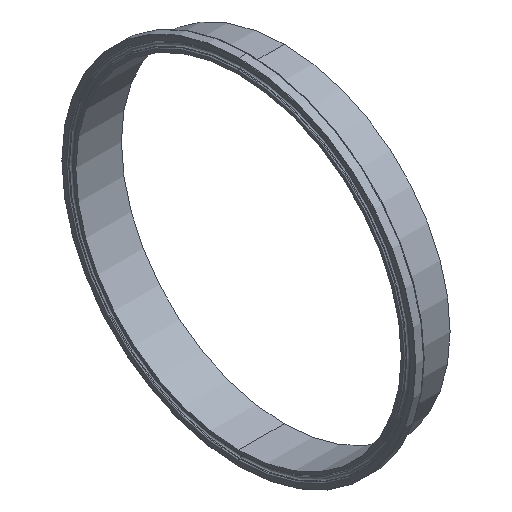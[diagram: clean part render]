
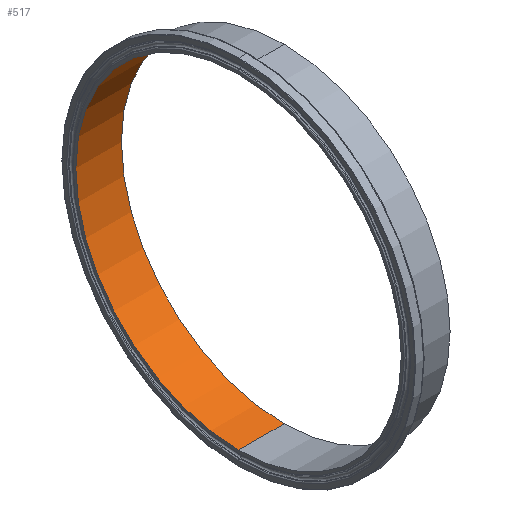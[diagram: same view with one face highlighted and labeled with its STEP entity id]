
A CAD part, isometric view. The second image highlights one B-rep face of the part: STEP entity #517.
In plain terms, the highlighted cylindrical face has radius 100 mm (diameter 200 mm), a partial arc.
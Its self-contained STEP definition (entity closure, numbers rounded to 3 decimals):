
#13 = VECTOR ( 'NONE', #447, 1000. ) ;
#26 = EDGE_CURVE ( 'NONE', #310, #99, #491, .T. ) ;
#46 = CYLINDRICAL_SURFACE ( 'NONE', #428, 100. ) ;
#76 = EDGE_LOOP ( 'NONE', ( #154, #213, #664, #324 ) ) ;
#86 = DIRECTION ( 'NONE',  ( -1., 0., 0. ) ) ;
#99 = VERTEX_POINT ( 'NONE', #199 ) ;
#132 = VECTOR ( 'NONE', #755, 1000. ) ;
#154 = ORIENTED_EDGE ( 'NONE', *, *, #738, .F. ) ;
#160 = AXIS2_PLACEMENT_3D ( 'NONE', #241, #583, #169 ) ;
#163 = VERTEX_POINT ( 'NONE', #651 ) ;
#169 = DIRECTION ( 'NONE',  ( 0., 0., 1. ) ) ;
#199 = CARTESIAN_POINT ( 'NONE',  ( 0., 0., 100. ) ) ;
#213 = ORIENTED_EDGE ( 'NONE', *, *, #408, .F. ) ;
#235 = FACE_OUTER_BOUND ( 'NONE', #76, .T. ) ;
#241 = CARTESIAN_POINT ( 'NONE',  ( 0., 0., 0. ) ) ;
#288 = DIRECTION ( 'NONE',  ( 0., 0., 1. ) ) ;
#293 = VERTEX_POINT ( 'NONE', #749 ) ;
#296 = EDGE_CURVE ( 'NONE', #99, #163, #731, .T. ) ;
#300 = LINE ( 'NONE', #699, #132 ) ;
#310 = VERTEX_POINT ( 'NONE', #526 ) ;
#324 = ORIENTED_EDGE ( 'NONE', *, *, #296, .T. ) ;
#329 = DIRECTION ( 'NONE',  ( 0., 0., 1. ) ) ;
#342 = CARTESIAN_POINT ( 'NONE',  ( 28., 0., 0. ) ) ;
#408 = EDGE_CURVE ( 'NONE', #310, #293, #506, .T. ) ;
#428 = AXIS2_PLACEMENT_3D ( 'NONE', #670, #86, #329 ) ;
#447 = DIRECTION ( 'NONE',  ( -1., 0., 0. ) ) ;
#491 = LINE ( 'NONE', #496, #13 ) ;
#496 = CARTESIAN_POINT ( 'NONE',  ( 0., 0., 100. ) ) ;
#506 = CIRCLE ( 'NONE', #595, 100. ) ;
#517 = ADVANCED_FACE ( 'NONE', ( #235 ), #46, .F. ) ;
#526 = CARTESIAN_POINT ( 'NONE',  ( 28., 0., 100. ) ) ;
#583 = DIRECTION ( 'NONE',  ( -1., 0., 0. ) ) ;
#595 = AXIS2_PLACEMENT_3D ( 'NONE', #342, #681, #288 ) ;
#651 = CARTESIAN_POINT ( 'NONE',  ( 0., 0., -100. ) ) ;
#664 = ORIENTED_EDGE ( 'NONE', *, *, #26, .T. ) ;
#670 = CARTESIAN_POINT ( 'NONE',  ( 0., 0., 0. ) ) ;
#681 = DIRECTION ( 'NONE',  ( -1., 0., 0. ) ) ;
#699 = CARTESIAN_POINT ( 'NONE',  ( 0., 0., -100. ) ) ;
#731 = CIRCLE ( 'NONE', #160, 100. ) ;
#738 = EDGE_CURVE ( 'NONE', #293, #163, #300, .T. ) ;
#749 = CARTESIAN_POINT ( 'NONE',  ( 28., 0., -100. ) ) ;
#755 = DIRECTION ( 'NONE',  ( -1., 0., 0. ) ) ;
